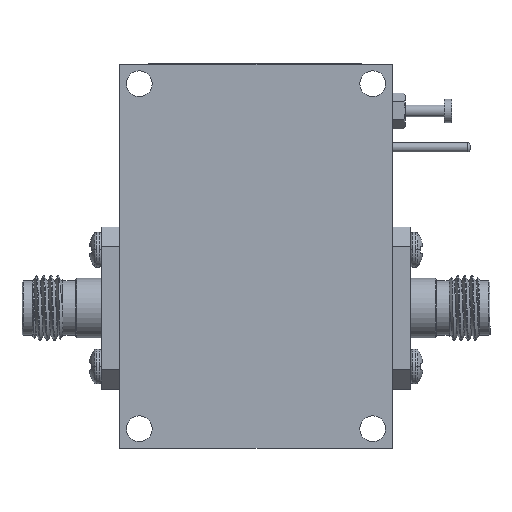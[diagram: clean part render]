
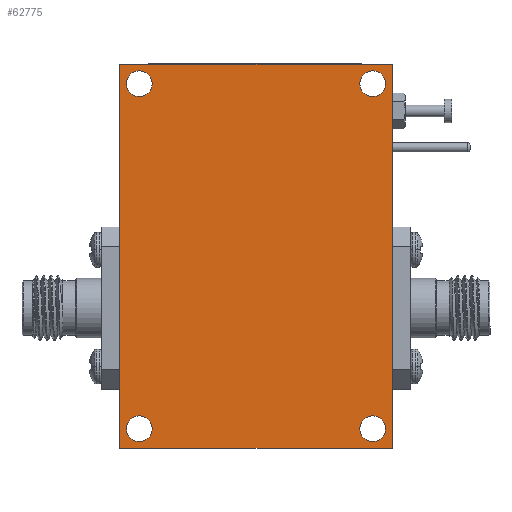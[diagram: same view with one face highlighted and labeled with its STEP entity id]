
A CAD part, front view. The second image highlights one B-rep face of the part: STEP entity #62775.
In plain terms, the highlighted planar face has unit normal (0, -1, 0).
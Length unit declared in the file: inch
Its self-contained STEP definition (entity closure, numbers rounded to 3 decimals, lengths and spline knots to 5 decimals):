
#655 = ORIENTED_EDGE ( 'NONE', *, *, #70365, .T. ) ;
#748 = CARTESIAN_POINT ( 'NONE',  ( 0., -0.175, 0. ) ) ;
#959 = EDGE_CURVE ( 'NONE', #5676, #28683, #61521, .T. ) ;
#2953 = AXIS2_PLACEMENT_3D ( 'NONE', #5277, #32042, #70255 ) ;
#3360 = DIRECTION ( 'NONE',  ( 0., 1., 0. ) ) ;
#4660 = CARTESIAN_POINT ( 'NONE',  ( -0.45, -0.175, -0.71475 ) ) ;
#4819 = EDGE_CURVE ( 'NONE', #10455, #48907, #40742, .T. ) ;
#5277 = CARTESIAN_POINT ( 'NONE',  ( -0.45, -0.175, 0.665 ) ) ;
#5676 = VERTEX_POINT ( 'NONE', #56372 ) ;
#6451 = ORIENTED_EDGE ( 'NONE', *, *, #51663, .T. ) ;
#6509 = EDGE_CURVE ( 'NONE', #62474, #16452, #33018, .T. ) ;
#7756 = VECTOR ( 'NONE', #63732, 39.37008 ) ;
#8177 = EDGE_CURVE ( 'NONE', #34796, #11136, #15711, .T. ) ;
#10455 = VERTEX_POINT ( 'NONE', #61408 ) ;
#11136 = VERTEX_POINT ( 'NONE', #45941 ) ;
#11367 = CIRCLE ( 'NONE', #26989, 0.04975 ) ;
#11686 = AXIS2_PLACEMENT_3D ( 'NONE', #40073, #12339, #29320 ) ;
#12089 = ORIENTED_EDGE ( 'NONE', *, *, #4819, .T. ) ;
#12339 = DIRECTION ( 'NONE',  ( 0., 1., 0. ) ) ;
#12778 = FACE_BOUND ( 'NONE', #21121, .T. ) ;
#13150 = VECTOR ( 'NONE', #52234, 39.37008 ) ;
#13326 = CIRCLE ( 'NONE', #11686, 0.04975 ) ;
#13376 = CARTESIAN_POINT ( 'NONE',  ( 0.525, -0.175, 0.74 ) ) ;
#15711 = CIRCLE ( 'NONE', #39190, 0.04975 ) ;
#16452 = VERTEX_POINT ( 'NONE', #13376 ) ;
#17686 = DIRECTION ( 'NONE',  ( 0., 1., 0. ) ) ;
#20472 = FACE_BOUND ( 'NONE', #53664, .T. ) ;
#20705 = AXIS2_PLACEMENT_3D ( 'NONE', #56045, #34998, #40492 ) ;
#20912 = VERTEX_POINT ( 'NONE', #66910 ) ;
#21102 = DIRECTION ( 'NONE',  ( 0., 0., 1. ) ) ;
#21121 = EDGE_LOOP ( 'NONE', ( #6451, #29613 ) ) ;
#23460 = DIRECTION ( 'NONE',  ( 0., 0., 1. ) ) ;
#25708 = CARTESIAN_POINT ( 'NONE',  ( -0.525, -0.175, -0.74 ) ) ;
#26106 = DIRECTION ( 'NONE',  ( 0., 1., 0. ) ) ;
#26989 = AXIS2_PLACEMENT_3D ( 'NONE', #30694, #68929, #53232 ) ;
#27341 = FACE_BOUND ( 'NONE', #32985, .T. ) ;
#27416 = LINE ( 'NONE', #25708, #7756 ) ;
#28683 = VERTEX_POINT ( 'NONE', #64733 ) ;
#28961 = CARTESIAN_POINT ( 'NONE',  ( -0.45, -0.175, -0.665 ) ) ;
#29320 = DIRECTION ( 'NONE',  ( 0., 0., 1. ) ) ;
#29489 = ORIENTED_EDGE ( 'NONE', *, *, #62683, .T. ) ;
#29613 = ORIENTED_EDGE ( 'NONE', *, *, #8177, .T. ) ;
#30412 = VECTOR ( 'NONE', #55451, 39.37008 ) ;
#30694 = CARTESIAN_POINT ( 'NONE',  ( -0.45, -0.175, -0.665 ) ) ;
#31588 = DIRECTION ( 'NONE',  ( 0., 0., 1. ) ) ;
#31981 = ORIENTED_EDGE ( 'NONE', *, *, #61137, .T. ) ;
#32042 = DIRECTION ( 'NONE',  ( 0., 1., 0. ) ) ;
#32534 = ORIENTED_EDGE ( 'NONE', *, *, #54672, .F. ) ;
#32985 = EDGE_LOOP ( 'NONE', ( #655, #64677 ) ) ;
#33007 = AXIS2_PLACEMENT_3D ( 'NONE', #52744, #59627, #21102 ) ;
#33018 = LINE ( 'NONE', #44916, #30412 ) ;
#33201 = DIRECTION ( 'NONE',  ( 0., -1., 0. ) ) ;
#34523 = AXIS2_PLACEMENT_3D ( 'NONE', #748, #33201, #66410 ) ;
#34796 = VERTEX_POINT ( 'NONE', #47324 ) ;
#34998 = DIRECTION ( 'NONE',  ( 0., 1., 0. ) ) ;
#35202 = CARTESIAN_POINT ( 'NONE',  ( -0.525, -0.175, 0.74 ) ) ;
#35560 = DIRECTION ( 'NONE',  ( 0., 0., 1. ) ) ;
#35582 = EDGE_CURVE ( 'NONE', #43929, #62474, #67882, .T. ) ;
#38415 = EDGE_CURVE ( 'NONE', #50773, #43929, #27416, .T. ) ;
#38443 = CIRCLE ( 'NONE', #2953, 0.04975 ) ;
#39190 = AXIS2_PLACEMENT_3D ( 'NONE', #62837, #3360, #35560 ) ;
#39721 = CARTESIAN_POINT ( 'NONE',  ( -0.525, -0.175, 0.74 ) ) ;
#40073 = CARTESIAN_POINT ( 'NONE',  ( 0.45, -0.175, -0.665 ) ) ;
#40492 = DIRECTION ( 'NONE',  ( 0., 0., 1. ) ) ;
#40742 = CIRCLE ( 'NONE', #67957, 0.04975 ) ;
#40826 = EDGE_CURVE ( 'NONE', #45583, #20912, #69477, .T. ) ;
#40980 = FACE_OUTER_BOUND ( 'NONE', #54306, .T. ) ;
#43929 = VERTEX_POINT ( 'NONE', #67721 ) ;
#44550 = ORIENTED_EDGE ( 'NONE', *, *, #6509, .F. ) ;
#44916 = CARTESIAN_POINT ( 'NONE',  ( -0.525, -0.175, 0.74 ) ) ;
#45583 = VERTEX_POINT ( 'NONE', #4660 ) ;
#45941 = CARTESIAN_POINT ( 'NONE',  ( 0.45, -0.175, -0.61525 ) ) ;
#46145 = AXIS2_PLACEMENT_3D ( 'NONE', #28961, #17686, #23460 ) ;
#47324 = CARTESIAN_POINT ( 'NONE',  ( 0.45, -0.175, -0.71475 ) ) ;
#47599 = DIRECTION ( 'NONE',  ( 0., 0., -1. ) ) ;
#48907 = VERTEX_POINT ( 'NONE', #70575 ) ;
#49174 = ORIENTED_EDGE ( 'NONE', *, *, #959, .T. ) ;
#49652 = ORIENTED_EDGE ( 'NONE', *, *, #35582, .F. ) ;
#50773 = VERTEX_POINT ( 'NONE', #55542 ) ;
#51663 = EDGE_CURVE ( 'NONE', #11136, #34796, #13326, .T. ) ;
#52234 = DIRECTION ( 'NONE',  ( 0., 0., 1. ) ) ;
#52593 = ORIENTED_EDGE ( 'NONE', *, *, #38415, .F. ) ;
#52744 = CARTESIAN_POINT ( 'NONE',  ( -0.45, -0.175, 0.665 ) ) ;
#53232 = DIRECTION ( 'NONE',  ( 0., 0., 1. ) ) ;
#53664 = EDGE_LOOP ( 'NONE', ( #49174, #29489 ) ) ;
#54306 = EDGE_LOOP ( 'NONE', ( #32534, #44550, #49652, #52593 ) ) ;
#54672 = EDGE_CURVE ( 'NONE', #16452, #50773, #60155, .T. ) ;
#55451 = DIRECTION ( 'NONE',  ( 1., 0., 0. ) ) ;
#55525 = FACE_BOUND ( 'NONE', #57264, .T. ) ;
#55542 = CARTESIAN_POINT ( 'NONE',  ( 0.525, -0.175, -0.74 ) ) ;
#56045 = CARTESIAN_POINT ( 'NONE',  ( 0.45, -0.175, 0.665 ) ) ;
#56372 = CARTESIAN_POINT ( 'NONE',  ( -0.45, -0.175, 0.71475 ) ) ;
#57264 = EDGE_LOOP ( 'NONE', ( #12089, #31981 ) ) ;
#58455 = VECTOR ( 'NONE', #47599, 39.37008 ) ;
#58634 = CARTESIAN_POINT ( 'NONE',  ( 0.525, -0.175, 0.74 ) ) ;
#58875 = CARTESIAN_POINT ( 'NONE',  ( 0.45, -0.175, 0.665 ) ) ;
#59627 = DIRECTION ( 'NONE',  ( 0., 1., 0. ) ) ;
#60155 = LINE ( 'NONE', #58634, #58455 ) ;
#61137 = EDGE_CURVE ( 'NONE', #48907, #10455, #63332, .T. ) ;
#61408 = CARTESIAN_POINT ( 'NONE',  ( 0.45, -0.175, 0.71475 ) ) ;
#61521 = CIRCLE ( 'NONE', #33007, 0.04975 ) ;
#62474 = VERTEX_POINT ( 'NONE', #39721 ) ;
#62683 = EDGE_CURVE ( 'NONE', #28683, #5676, #38443, .T. ) ;
#62775 = ADVANCED_FACE ( 'NONE', ( #27341, #12778, #55525, #20472, #40980 ), #65492, .T. ) ;
#62837 = CARTESIAN_POINT ( 'NONE',  ( 0.45, -0.175, -0.665 ) ) ;
#63332 = CIRCLE ( 'NONE', #20705, 0.04975 ) ;
#63732 = DIRECTION ( 'NONE',  ( -1., 0., 0. ) ) ;
#64677 = ORIENTED_EDGE ( 'NONE', *, *, #40826, .T. ) ;
#64733 = CARTESIAN_POINT ( 'NONE',  ( -0.45, -0.175, 0.61525 ) ) ;
#65492 = PLANE ( 'NONE',  #34523 ) ;
#66410 = DIRECTION ( 'NONE',  ( 0., 0., -1. ) ) ;
#66910 = CARTESIAN_POINT ( 'NONE',  ( -0.45, -0.175, -0.61525 ) ) ;
#67721 = CARTESIAN_POINT ( 'NONE',  ( -0.525, -0.175, -0.74 ) ) ;
#67882 = LINE ( 'NONE', #35202, #13150 ) ;
#67957 = AXIS2_PLACEMENT_3D ( 'NONE', #58875, #26106, #31588 ) ;
#68929 = DIRECTION ( 'NONE',  ( 0., 1., 0. ) ) ;
#69477 = CIRCLE ( 'NONE', #46145, 0.04975 ) ;
#70255 = DIRECTION ( 'NONE',  ( 0., 0., 1. ) ) ;
#70365 = EDGE_CURVE ( 'NONE', #20912, #45583, #11367, .T. ) ;
#70575 = CARTESIAN_POINT ( 'NONE',  ( 0.45, -0.175, 0.61525 ) ) ;
